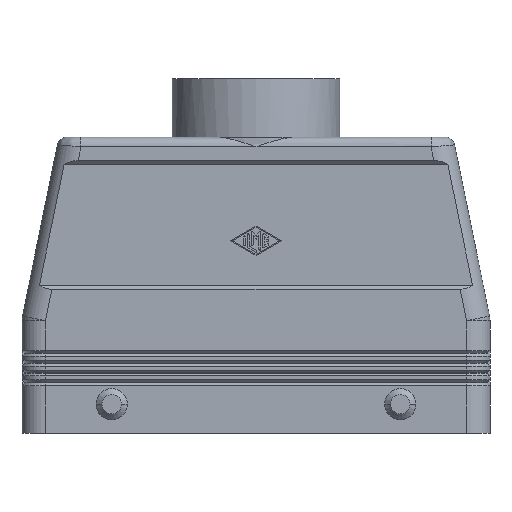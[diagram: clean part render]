
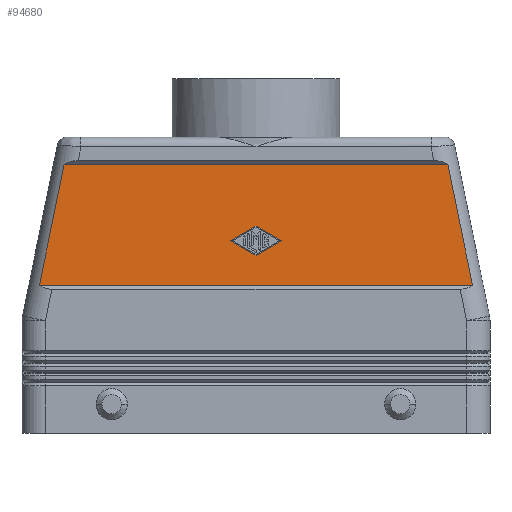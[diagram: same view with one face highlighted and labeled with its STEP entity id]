
A CAD part, front view. The second image highlights one B-rep face of the part: STEP entity #94680.
In plain terms, the highlighted planar face has unit normal (0, -1, 0).
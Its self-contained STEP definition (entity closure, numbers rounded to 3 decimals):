
#3970=CARTESIAN_POINT('',(55.525,-20.5,38.));
#3980=VERTEX_POINT('',#3970);
#4010=CARTESIAN_POINT('',(48.136,-20.5,74.164));
#4020=DIRECTION('',(0.2,0.,-0.98));
#4030=VECTOR('',#4020,1.);
#4040=LINE('',#4010,#4030);
#4050=CARTESIAN_POINT('',(49.191,-20.5,69.));
#4060=VERTEX_POINT('',#4050);
#4070=EDGE_CURVE('',#4060,#3980,#4040,.T.);
#6780=CARTESIAN_POINT('',(-49.191,-20.5,69.));
#6790=VERTEX_POINT('',#6780);
#6820=CARTESIAN_POINT('',(-57.25,-20.5,29.557));
#6830=DIRECTION('',(0.2,0.,0.98));
#6840=VECTOR('',#6830,1.);
#6850=LINE('',#6820,#6840);
#6860=CARTESIAN_POINT('',(-55.525,-20.5,38.));
#6870=VERTEX_POINT('',#6860);
#6880=EDGE_CURVE('',#6870,#6790,#6850,.T.);
#62870=CARTESIAN_POINT('',(0.,-20.5,38.));
#62880=DIRECTION('',(1.,-0.,-0.));
#62890=VECTOR('',#62880,1.);
#62900=LINE('',#62870,#62890);
#62910=EDGE_CURVE('',#6870,#3980,#62900,.T.);
#67400=CARTESIAN_POINT('',(0.,-20.5,69.));
#67410=DIRECTION('',(1.,0.,0.));
#67420=VECTOR('',#67410,1.);
#67430=LINE('',#67400,#67420);
#67440=EDGE_CURVE('',#6790,#4060,#67430,.T.);
#76260=CARTESIAN_POINT('',(-6.5,-20.5,49.4));
#76270=VERTEX_POINT('',#76260);
#76350=CARTESIAN_POINT('',(0.,-20.5,45.651))
;
#76360=VERTEX_POINT('',#76350);
#76390=CARTESIAN_POINT('',(0.,-20.5,45.651));
#76400=DIRECTION('',(-0.866,-0.,0.5));
#76410=VECTOR('',#76400,1.);
#76420=LINE('',#76390,#76410);
#76430=EDGE_CURVE('',#76360,#76270,#76420,.T.);
#82760=CARTESIAN_POINT('',(6.5,-20.5,49.4));
#82770=VERTEX_POINT('',#82760);
#82850=CARTESIAN_POINT('',(0.,-20.5,53.149))
;
#82860=VERTEX_POINT('',#82850);
#82890=CARTESIAN_POINT('',(0.,-20.5,53.149));
#82900=DIRECTION('',(0.866,-0.,-0.5));
#82910=VECTOR('',#82900,1.);
#82920=LINE('',#82890,#82910);
#82930=EDGE_CURVE('',#82860,#82770,#82920,.T.);
#90380=CARTESIAN_POINT('',(0.,-20.5,53.149));
#90390=DIRECTION('',(0.866,-0.,0.5));
#90400=VECTOR('',#90390,1.);
#90410=LINE('',#90380,#90400);
#90420=EDGE_CURVE('',#76270,#82860,#90410,.T.);
#94460=CARTESIAN_POINT('',(-66.63,-20.5,72.1));
#94470=DIRECTION('',(0.,-1.,0.));
#94480=DIRECTION('',(-1.,-0.,0.));
#94490=AXIS2_PLACEMENT_3D('',#94460,#94470,#94480);
#94500=PLANE('',#94490);
#94510=ORIENTED_EDGE('',*,*,#62910,.T.);
#94520=ORIENTED_EDGE('',*,*,#6880,.F.);
#94530=ORIENTED_EDGE('',*,*,#67440,.F.);
#94540=ORIENTED_EDGE('',*,*,#4070,.F.);
#94550=EDGE_LOOP('',(#94540,#94530,#94520,#94510));
#94560=FACE_OUTER_BOUND('',#94550,.T.);
#94570=CARTESIAN_POINT('',(0.,-20.5,45.651));
#94580=DIRECTION('',(-0.866,-0.,-0.5));
#94590=VECTOR('',#94580,1.);
#94600=LINE('',#94570,#94590);
#94610=EDGE_CURVE('',#82770,#76360,#94600,.T.);
#94620=ORIENTED_EDGE('',*,*,#94610,.T.);
#94630=ORIENTED_EDGE('',*,*,#82930,.T.);
#94640=ORIENTED_EDGE('',*,*,#90420,.T.);
#94650=ORIENTED_EDGE('',*,*,#76430,.T.);
#94660=EDGE_LOOP('',(#94650,#94640,#94630,#94620));
#94670=FACE_BOUND('',#94660,.T.);
#94680=ADVANCED_FACE('',(#94560,#94670),#94500,.T.);
